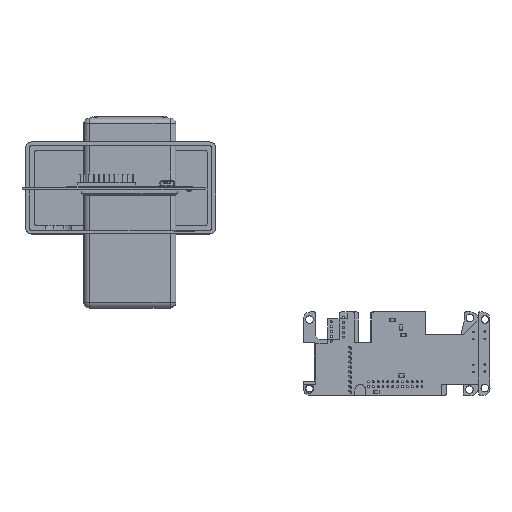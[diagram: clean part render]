
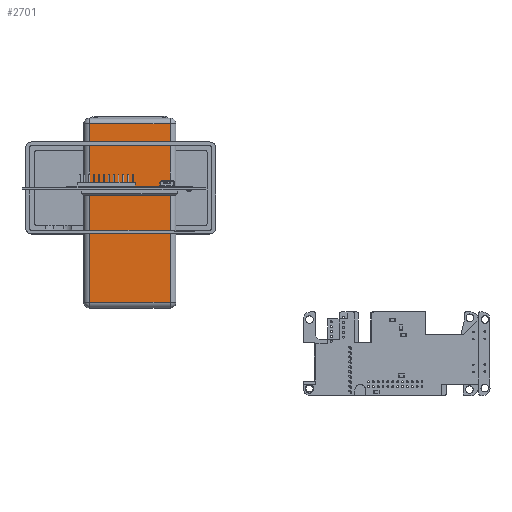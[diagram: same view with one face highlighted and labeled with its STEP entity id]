
A CAD part, top view. The second image highlights one B-rep face of the part: STEP entity #2701.
In plain terms, the highlighted face is planar.
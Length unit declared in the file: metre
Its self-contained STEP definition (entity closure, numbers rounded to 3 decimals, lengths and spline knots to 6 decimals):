
#2701 = ADVANCED_FACE( '', ( #5453 ), #5454, .T. );
#5453 = FACE_OUTER_BOUND( '', #8723, .T. );
#5454 = PLANE( '', #8724 );
#8723 = EDGE_LOOP( '', ( #18254, #18255, #18256, #18257 ) );
#8724 = AXIS2_PLACEMENT_3D( '', #18258, #18259, #18260 );
#18254 = ORIENTED_EDGE( '', *, *, #22946, .T. );
#18255 = ORIENTED_EDGE( '', *, *, #22965, .T. );
#18256 = ORIENTED_EDGE( '', *, *, #22961, .T. );
#18257 = ORIENTED_EDGE( '', *, *, #22959, .T. );
#18258 = CARTESIAN_POINT( '', ( -0.054, -0.024, 0. ) );
#18259 = DIRECTION( '', ( 0., 0., -1. ) );
#18260 = DIRECTION( '', ( -1., 0., 0. ) );
#22946 = EDGE_CURVE( '', #28138, #28140, #28142, .T. );
#22959 = EDGE_CURVE( '', #28158, #28138, #28160, .T. );
#22961 = EDGE_CURVE( '', #28162, #28158, #28163, .T. );
#22965 = EDGE_CURVE( '', #28140, #28162, #28167, .T. );
#28138 = VERTEX_POINT( '', #36189 );
#28140 = VERTEX_POINT( '', #36191 );
#28142 = LINE( '', #36193, #36194 );
#28158 = VERTEX_POINT( '', #36216 );
#28160 = LINE( '', #36218, #36219 );
#28162 = VERTEX_POINT( '', #36221 );
#28163 = LINE( '', #36222, #36223 );
#28167 = LINE( '', #36227, #36228 );
#36189 = CARTESIAN_POINT( '', ( 0.042, -0.021, 0. ) );
#36191 = CARTESIAN_POINT( '', ( -0.051, -0.021, 0. ) );
#36193 = CARTESIAN_POINT( '', ( -0.054, -0.021, 0. ) );
#36194 = VECTOR( '', #41650, 1. );
#36216 = CARTESIAN_POINT( '', ( 0.042, 0.021, 0. ) );
#36218 = CARTESIAN_POINT( '', ( 0.042, -0.024, 0. ) );
#36219 = VECTOR( '', #41675, 1. );
#36221 = CARTESIAN_POINT( '', ( -0.051, 0.021, 0. ) );
#36222 = CARTESIAN_POINT( '', ( -0.054, 0.021, 0. ) );
#36223 = VECTOR( '', #41679, 1. );
#36227 = CARTESIAN_POINT( '', ( -0.051, -0.024, 0. ) );
#36228 = VECTOR( '', #41689, 1. );
#41650 = DIRECTION( '', ( -1., 0., 0. ) );
#41675 = DIRECTION( '', ( 0., -1., 0. ) );
#41679 = DIRECTION( '', ( 1., 0., 0. ) );
#41689 = DIRECTION( '', ( 0., 1., 0. ) );
